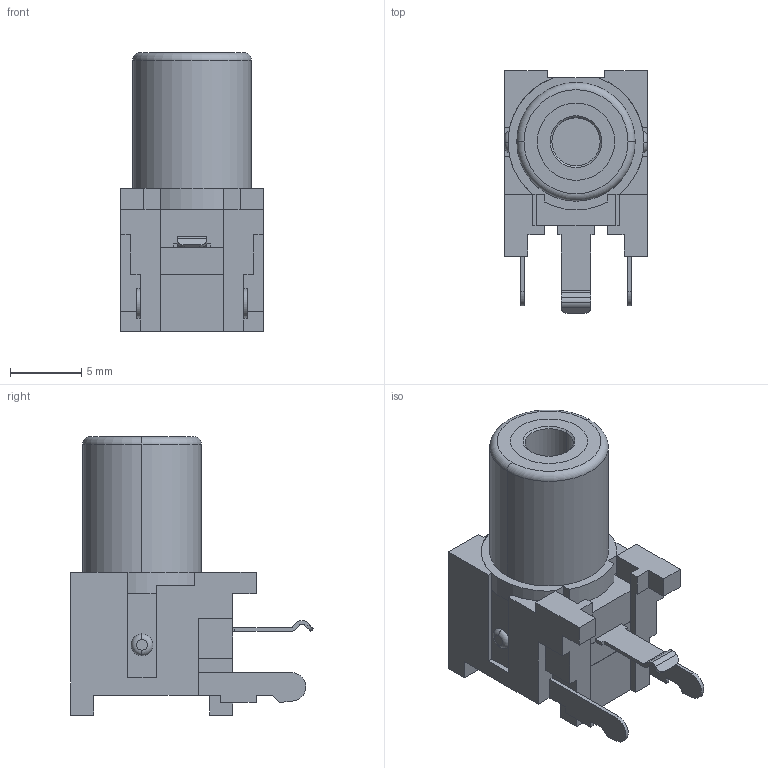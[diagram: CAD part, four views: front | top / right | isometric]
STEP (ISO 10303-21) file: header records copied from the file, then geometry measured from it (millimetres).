
FILE_DESCRIPTION (( 'STEP AP214' ), '1' );
FILE_NAME ('PJRAN1X1U01AUX.STEP', '2021-07-24T23:11:16', ( '' ), ( '' ), 'SwSTEP 2.0', 'SolidWorks 2017', '' );
FILE_SCHEMA (( 'AUTOMOTIVE_DESIGN' ));
Length unit declared in the file: inch
Products named in the file (1): PJRAN1X1U01AUX
Bounding box: 10.01 x 17.02 x 19.51 mm (x, y, z)
Volume: 1362.6 mm3; surface area: 2120.2 mm2
Topology: 6 solids, 6 shells, 161 faces, 423 edges, 278 vertices
Faces by surface type: plane 127, cylinder 26, torus 6, cone 2
Entity records: 5010 total; most frequent: CARTESIAN_POINT 863, ORIENTED_EDGE 846, DIRECTION 817, EDGE_CURVE 423, VECTOR 353, LINE 353, VERTEX_POINT 278, AXIS2_PLACEMENT_3D 232
